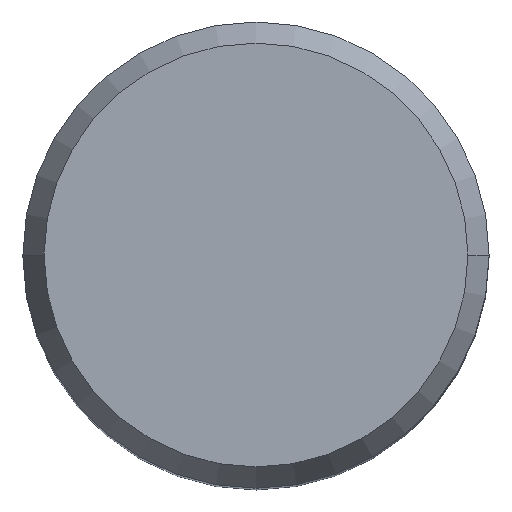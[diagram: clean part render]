
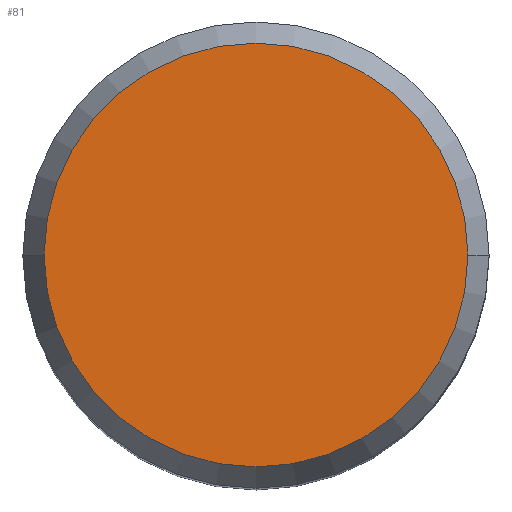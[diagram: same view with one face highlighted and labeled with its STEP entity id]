
A CAD part, top view. The second image highlights one B-rep face of the part: STEP entity #81.
In plain terms, the highlighted planar face has unit normal (0, 0, 1).
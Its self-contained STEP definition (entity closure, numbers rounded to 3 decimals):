
#47=PLANE('',#378);
#59=CIRCLE('',#376,11.545);
#60=CIRCLE('',#377,11.545);
#81=ADVANCED_FACE('',(#106),#47,.T.);
#106=FACE_OUTER_BOUND('',#125,.T.);
#125=EDGE_LOOP('',(#158,#159));
#158=ORIENTED_EDGE('',*,*,#237,.T.);
#159=ORIENTED_EDGE('',*,*,#238,.T.);
#215=VERTEX_POINT('',#574);
#216=VERTEX_POINT('',#575);
#237=EDGE_CURVE('',#215,#216,#59,.T.);
#238=EDGE_CURVE('',#216,#215,#60,.T.);
#376=AXIS2_PLACEMENT_3D('',#573,#451,#452);
#377=AXIS2_PLACEMENT_3D('',#576,#453,#454);
#378=AXIS2_PLACEMENT_3D('',#577,#455,#456);
#451=DIRECTION('',(0.,0.,1.));
#452=DIRECTION('',(-1.,0.,0.));
#453=DIRECTION('',(0.,0.,1.));
#454=DIRECTION('',(1.,0.,0.));
#455=DIRECTION('',(0.,0.,1.));
#456=DIRECTION('',(-1.,0.,0.));
#573=CARTESIAN_POINT('',(0.,0.,28.65));
#574=CARTESIAN_POINT('',(-11.545,0.,28.65));
#575=CARTESIAN_POINT('',(11.545,0.,28.65));
#576=CARTESIAN_POINT('',(0.,0.,28.65));
#577=CARTESIAN_POINT('',(0.,0.,28.65));
